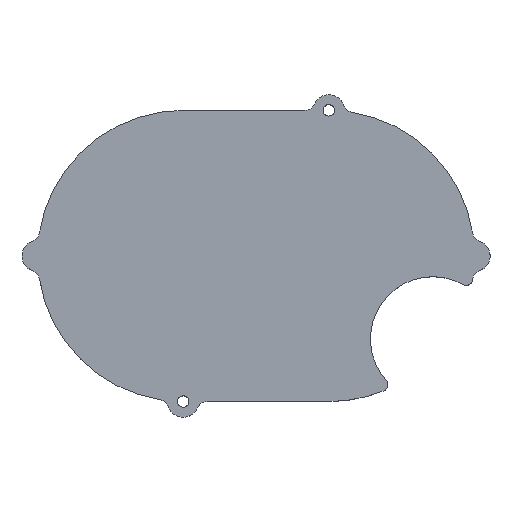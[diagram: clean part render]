
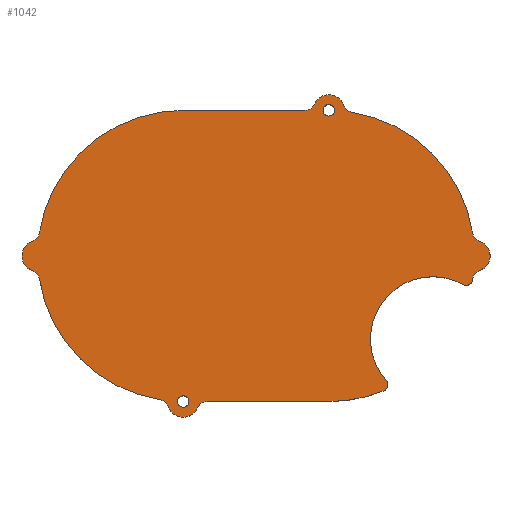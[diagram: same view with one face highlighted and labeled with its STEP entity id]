
A CAD part, top view. The second image highlights one B-rep face of the part: STEP entity #1042.
In plain terms, the highlighted planar face has unit normal (0, 0, 1).
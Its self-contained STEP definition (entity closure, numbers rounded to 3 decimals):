
#1=CARTESIAN_POINT('',(70.,70.,4.5));
#2=DIRECTION('',(0.,0.,-1.));
#3=DIRECTION('',(-1.,0.,0.));
#4=AXIS2_PLACEMENT_3D('',#1,#2,#3);
#6=CARTESIAN_POINT('',(70.,70.,4.5));
#7=DIRECTION('',(0.,0.,-1.));
#8=DIRECTION('',(1.,0.,0.));
#9=AXIS2_PLACEMENT_3D('',#6,#7,#8);
#11=CARTESIAN_POINT('',(0.,-70.,4.5));
#12=DIRECTION('',(0.,0.,-1.));
#13=DIRECTION('',(-1.,0.,0.));
#14=AXIS2_PLACEMENT_3D('',#11,#12,#13);
#16=CARTESIAN_POINT('',(0.,-70.,4.5));
#17=DIRECTION('',(0.,0.,-1.));
#18=DIRECTION('',(1.,0.,0.));
#19=AXIS2_PLACEMENT_3D('',#16,#17,#18);
#21=CARTESIAN_POINT('',(70.,0.,4.5));
#22=DIRECTION('',(0.,0.,1.));
#23=DIRECTION('',(0.988,0.158,0.));
#24=AXIS2_PLACEMENT_3D('',#21,#22,#23);
#26=CARTESIAN_POINT('',(70.,0.,4.5));
#27=DIRECTION('',(0.,0.,1.));
#28=DIRECTION('',(0.986,-0.166,0.));
#29=AXIS2_PLACEMENT_3D('',#26,#27,#28);
#31=CARTESIAN_POINT('',(136.07,-11.127,4.5));
#32=DIRECTION('',(0.,0.,1.));
#33=DIRECTION('',(-0.487,-0.873,0.));
#34=AXIS2_PLACEMENT_3D('',#31,#32,#33);
#36=CARTESIAN_POINT('',(95.434,-61.985,4.5));
#37=DIRECTION('',(0.,0.,1.));
#38=DIRECTION('',(0.38,-0.925,0.));
#39=AXIS2_PLACEMENT_3D('',#36,#37,#38);
#41=CARTESIAN_POINT('',(70.,0.,4.5));
#42=DIRECTION('',(0.,0.,1.));
#43=DIRECTION('',(0.,-1.,0.));
#44=AXIS2_PLACEMENT_3D('',#41,#42,#43);
#46=DIRECTION('',(1.,0.,0.));
#47=VECTOR('',#46,58.544);
#48=CARTESIAN_POINT('',(11.456,-70.,4.5));
#49=LINE('',#48,#47);
#50=CARTESIAN_POINT('',(0.,0.,4.5));
#51=DIRECTION('',(0.,0.,1.));
#52=DIRECTION('',(-0.988,-0.158,0.));
#53=AXIS2_PLACEMENT_3D('',#50,#51,#52);
#55=CARTESIAN_POINT('',(0.,0.,4.5));
#56=DIRECTION('',(0.,0.,1.));
#57=DIRECTION('',(0.,1.,0.));
#58=AXIS2_PLACEMENT_3D('',#55,#56,#57);
#60=DIRECTION('',(-1.,0.,0.));
#61=VECTOR('',#60,58.544);
#62=CARTESIAN_POINT('',(58.544,70.,4.5));
#63=LINE('',#62,#61);
#252=CARTESIAN_POINT('',(-70.,0.,4.5));
#253=DIRECTION('',(0.,0.,1.));
#254=DIRECTION('',(-0.325,0.946,0.));
#255=AXIS2_PLACEMENT_3D('',#252,#253,#254);
#432=CARTESIAN_POINT('',(0.,-70.,4.5));
#433=DIRECTION('',(0.,0.,1.));
#434=DIRECTION('',(-0.946,-0.325,0.));
#435=AXIS2_PLACEMENT_3D('',#432,#433,#434);
#479=CARTESIAN_POINT('',(140.,0.,4.5));
#480=DIRECTION('',(0.,0.,1.));
#481=DIRECTION('',(0.325,-0.946,0.));
#482=AXIS2_PLACEMENT_3D('',#479,#480,#481);
#493=CARTESIAN_POINT('',(144.063,-11.821,4.5));
#494=DIRECTION('',(0.,0.,-1.));
#495=DIRECTION('',(-0.988,0.158,0.));
#496=AXIS2_PLACEMENT_3D('',#493,#494,#495);
#531=CARTESIAN_POINT('',(120.,-39.95,4.5));
#532=DIRECTION('',(0.,0.,-1.));
#533=DIRECTION('',(-0.744,-0.668,0.));
#534=AXIS2_PLACEMENT_3D('',#531,#532,#533);
#549=CARTESIAN_POINT('',(11.456,-75.,4.5));
#550=DIRECTION('',(0.,0.,-1.));
#551=DIRECTION('',(-0.917,0.4,0.));
#552=AXIS2_PLACEMENT_3D('',#549,#550,#551);
#559=CARTESIAN_POINT('',(144.063,11.821,4.5));
#560=DIRECTION('',(0.,0.,-1.));
#561=DIRECTION('',(-0.325,-0.946,0.));
#562=AXIS2_PLACEMENT_3D('',#559,#560,#561);
#564=CARTESIAN_POINT('',(81.821,74.063,4.5));
#565=DIRECTION('',(0.,0.,-1.));
#566=DIRECTION('',(-0.158,-0.988,0.));
#567=AXIS2_PLACEMENT_3D('',#564,#565,#566);
#578=CARTESIAN_POINT('',(70.,70.,4.5));
#579=DIRECTION('',(0.,0.,1.));
#580=DIRECTION('',(0.946,0.325,0.));
#581=AXIS2_PLACEMENT_3D('',#578,#579,#580);
#601=CARTESIAN_POINT('',(58.544,75.,4.5));
#602=DIRECTION('',(0.,0.,-1.));
#603=DIRECTION('',(0.917,-0.4,0.));
#604=AXIS2_PLACEMENT_3D('',#601,#602,#603);
#631=CARTESIAN_POINT('',(-74.063,-11.821,4.5));
#632=DIRECTION('',(0.,0.,-1.));
#633=DIRECTION('',(0.325,0.946,0.));
#634=AXIS2_PLACEMENT_3D('',#631,#632,#633);
#636=CARTESIAN_POINT('',(-11.821,-74.063,4.5));
#637=DIRECTION('',(0.,0.,-1.));
#638=DIRECTION('',(0.158,0.988,0.));
#639=AXIS2_PLACEMENT_3D('',#636,#637,#638);
#646=CARTESIAN_POINT('',(-74.063,11.821,4.5));
#647=DIRECTION('',(0.,0.,-1.));
#648=DIRECTION('',(0.988,-0.158,0.));
#649=AXIS2_PLACEMENT_3D('',#646,#647,#648);
#771=CARTESIAN_POINT('',(0.,70.,4.5));
#773=VERTEX_POINT('',#771);
#791=CARTESIAN_POINT('',(70.,-70.,4.5));
#793=VERTEX_POINT('',#791);
#859=CARTESIAN_POINT('',(134.609,-13.747,4.5));
#860=CARTESIAN_POINT('',(139.028,-11.625,4.5));
#861=VERTEX_POINT('',#859);
#862=VERTEX_POINT('',#860);
#871=CARTESIAN_POINT('',(96.573,-64.76,4.5));
#872=VERTEX_POINT('',#871);
#873=CARTESIAN_POINT('',(97.668,-59.981,4.5));
#874=VERTEX_POINT('',#873);
#875=CARTESIAN_POINT('',(139.125,-11.033,4.5));
#877=VERTEX_POINT('',#875);
#879=CARTESIAN_POINT('',(142.438,-7.093,4.5));
#881=VERTEX_POINT('',#879);
#884=CARTESIAN_POINT('',(139.125,11.033,4.5));
#886=VERTEX_POINT('',#884);
#888=CARTESIAN_POINT('',(142.438,7.093,4.5));
#890=VERTEX_POINT('',#888);
#892=CARTESIAN_POINT('',(-69.125,-11.033,4.5));
#894=VERTEX_POINT('',#892);
#896=CARTESIAN_POINT('',(-72.438,-7.093,4.5));
#898=VERTEX_POINT('',#896);
#899=CARTESIAN_POINT('',(-69.125,11.033,4.5));
#901=VERTEX_POINT('',#899);
#903=CARTESIAN_POINT('',(-72.438,7.093,4.5));
#905=VERTEX_POINT('',#903);
#907=CARTESIAN_POINT('',(-11.033,-69.125,4.5));
#908=VERTEX_POINT('',#907);
#913=CARTESIAN_POINT('',(81.033,69.125,4.5));
#914=VERTEX_POINT('',#913);
#931=CARTESIAN_POINT('',(67.25,70.,4.5));
#932=CARTESIAN_POINT('',(72.75,70.,4.5));
#933=VERTEX_POINT('',#931);
#934=VERTEX_POINT('',#932);
#935=CARTESIAN_POINT('',(-2.75,-70.,4.5));
#936=CARTESIAN_POINT('',(2.75,-70.,4.5));
#937=VERTEX_POINT('',#935);
#938=VERTEX_POINT('',#936);
#956=CARTESIAN_POINT('',(11.456,-70.,4.5));
#958=VERTEX_POINT('',#956);
#960=CARTESIAN_POINT('',(6.874,-73.,4.5));
#962=VERTEX_POINT('',#960);
#963=CARTESIAN_POINT('',(-7.093,-72.438,4.5));
#965=VERTEX_POINT('',#963);
#967=CARTESIAN_POINT('',(77.093,72.438,4.5));
#969=VERTEX_POINT('',#967);
#972=CARTESIAN_POINT('',(58.544,70.,4.5));
#974=VERTEX_POINT('',#972);
#976=CARTESIAN_POINT('',(63.126,73.,4.5));
#978=VERTEX_POINT('',#976);
#979=CARTESIAN_POINT('',(0.,0.,4.5));
#980=DIRECTION('',(0.,0.,1.));
#981=DIRECTION('',(1.,0.,0.));
#982=AXIS2_PLACEMENT_3D('',#979,#980,#981);
#983=PLANE('',#982);
#985=ORIENTED_EDGE('',*,*,#984,.F.);
#987=ORIENTED_EDGE('',*,*,#986,.F.);
#989=ORIENTED_EDGE('',*,*,#988,.F.);
#991=ORIENTED_EDGE('',*,*,#990,.F.);
#993=ORIENTED_EDGE('',*,*,#992,.F.);
#995=ORIENTED_EDGE('',*,*,#994,.F.);
#997=ORIENTED_EDGE('',*,*,#996,.F.);
#999=ORIENTED_EDGE('',*,*,#998,.F.);
#1001=ORIENTED_EDGE('',*,*,#1000,.F.);
#1003=ORIENTED_EDGE('',*,*,#1002,.F.);
#1005=ORIENTED_EDGE('',*,*,#1004,.F.);
#1007=ORIENTED_EDGE('',*,*,#1006,.F.);
#1009=ORIENTED_EDGE('',*,*,#1008,.F.);
#1011=ORIENTED_EDGE('',*,*,#1010,.F.);
#1013=ORIENTED_EDGE('',*,*,#1012,.F.);
#1015=ORIENTED_EDGE('',*,*,#1014,.F.);
#1017=ORIENTED_EDGE('',*,*,#1016,.F.);
#1019=ORIENTED_EDGE('',*,*,#1018,.F.);
#1021=ORIENTED_EDGE('',*,*,#1020,.F.);
#1023=ORIENTED_EDGE('',*,*,#1022,.F.);
#1025=ORIENTED_EDGE('',*,*,#1024,.F.);
#1027=ORIENTED_EDGE('',*,*,#1026,.F.);
#1028=EDGE_LOOP('',(#985,#987,#989,#991,#993,#995,#997,#999,#1001,#1003,#1005,
#1007,#1009,#1011,#1013,#1015,#1017,#1019,#1021,#1023,#1025,#1027));
#1029=FACE_OUTER_BOUND('',#1028,.F.);
#1031=ORIENTED_EDGE('',*,*,#1030,.F.);
#1033=ORIENTED_EDGE('',*,*,#1032,.F.);
#1034=EDGE_LOOP('',(#1031,#1033));
#1035=FACE_BOUND('',#1034,.F.);
#1037=ORIENTED_EDGE('',*,*,#1036,.F.);
#1039=ORIENTED_EDGE('',*,*,#1038,.F.);
#1040=EDGE_LOOP('',(#1037,#1039));
#1041=FACE_BOUND('',#1040,.F.);
#1042=ADVANCED_FACE('',(#1029,#1035,#1041),#983,.T.);
#5=CIRCLE('',#4,2.75);
#10=CIRCLE('',#9,2.75);
#15=CIRCLE('',#14,2.75);
#20=CIRCLE('',#19,2.75);
#25=CIRCLE('',#24,70.);
#30=CIRCLE('',#29,70.);
#35=CIRCLE('',#34,3.);
#40=CIRCLE('',#39,3.);
#45=CIRCLE('',#44,70.);
#54=CIRCLE('',#53,70.);
#59=CIRCLE('',#58,70.);
#256=CIRCLE('',#255,7.5);
#436=CIRCLE('',#435,7.5);
#483=CIRCLE('',#482,7.5);
#497=CIRCLE('',#496,5.);
#535=CIRCLE('',#534,30.);
#553=CIRCLE('',#552,5.);
#563=CIRCLE('',#562,5.);
#568=CIRCLE('',#567,5.);
#582=CIRCLE('',#581,7.5);
#605=CIRCLE('',#604,5.);
#635=CIRCLE('',#634,5.);
#640=CIRCLE('',#639,5.);
#650=CIRCLE('',#649,5.);
#984=EDGE_CURVE('',#886,#914,#25,.T.);
#986=EDGE_CURVE('',#890,#886,#563,.T.);
#988=EDGE_CURVE('',#881,#890,#483,.T.);
#990=EDGE_CURVE('',#877,#881,#497,.T.);
#992=EDGE_CURVE('',#862,#877,#30,.T.);
#994=EDGE_CURVE('',#861,#862,#35,.T.);
#996=EDGE_CURVE('',#874,#861,#535,.T.);
#998=EDGE_CURVE('',#872,#874,#40,.T.);
#1000=EDGE_CURVE('',#793,#872,#45,.T.);
#1002=EDGE_CURVE('',#958,#793,#49,.T.);
#1004=EDGE_CURVE('',#962,#958,#553,.T.);
#1006=EDGE_CURVE('',#965,#962,#436,.T.);
#1008=EDGE_CURVE('',#908,#965,#640,.T.);
#1010=EDGE_CURVE('',#894,#908,#54,.T.);
#1012=EDGE_CURVE('',#898,#894,#635,.T.);
#1014=EDGE_CURVE('',#905,#898,#256,.T.);
#1016=EDGE_CURVE('',#901,#905,#650,.T.);
#1018=EDGE_CURVE('',#773,#901,#59,.T.);
#1020=EDGE_CURVE('',#974,#773,#63,.T.);
#1022=EDGE_CURVE('',#978,#974,#605,.T.);
#1024=EDGE_CURVE('',#969,#978,#582,.T.);
#1026=EDGE_CURVE('',#914,#969,#568,.T.);
#1030=EDGE_CURVE('',#937,#938,#15,.T.);
#1032=EDGE_CURVE('',#938,#937,#20,.T.);
#1036=EDGE_CURVE('',#933,#934,#5,.T.);
#1038=EDGE_CURVE('',#934,#933,#10,.T.);
